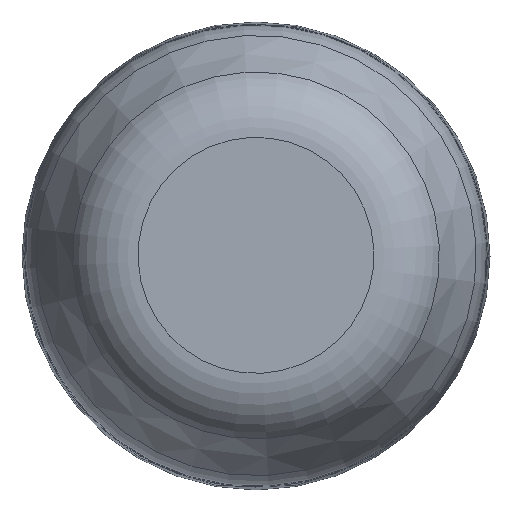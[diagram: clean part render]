
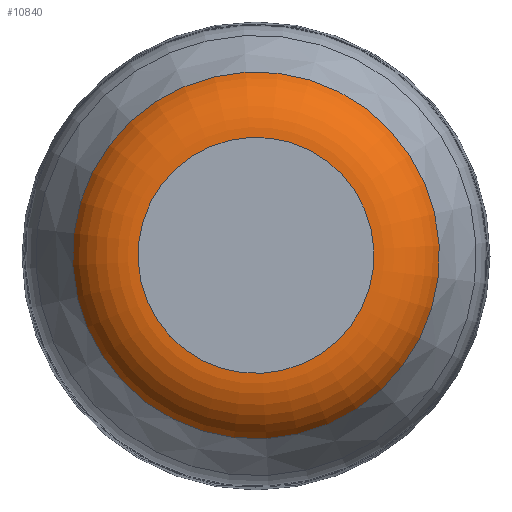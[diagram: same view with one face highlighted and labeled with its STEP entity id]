
A CAD part, top view. The second image highlights one B-rep face of the part: STEP entity #10840.
In plain terms, the highlighted toroidal (fillet/blend) face has major radius 16.332 mm and minor radius 10 mm.
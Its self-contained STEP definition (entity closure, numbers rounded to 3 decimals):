
#10840=ADVANCED_FACE('',(#12651,#12652),#12596,.T.);
#12596=TOROIDAL_SURFACE('',#33799,16.332,10.);
#12651=FACE_BOUND('',#12824,.T.);
#12652=FACE_BOUND('',#12825,.T.);
#12824=EDGE_LOOP('',(#14686));
#12825=EDGE_LOOP('',(#14687));
#14686=ORIENTED_EDGE('',*,*,#27942,.T.);
#14687=ORIENTED_EDGE('',*,*,#27943,.F.);
#24662=VERTEX_POINT('',#45001);
#24663=VERTEX_POINT('',#45003);
#27942=EDGE_CURVE('',#24662,#24662,#32930,.T.);
#27943=EDGE_CURVE('',#24663,#24663,#32931,.T.);
#32930=CIRCLE('',#33797,25.383);
#32931=CIRCLE('',#33798,16.332);
#33797=AXIS2_PLACEMENT_3D('',#45000,#36469,#36470);
#33798=AXIS2_PLACEMENT_3D('',#45002,#36471,#36472);
#33799=AXIS2_PLACEMENT_3D('',#45004,#36473,#36474);
#36469=DIRECTION('',(0.,0.,1.));
#36470=DIRECTION('',(-0.974,-0.227,0.));
#36471=DIRECTION('',(0.,0.,1.));
#36472=DIRECTION('',(0.227,-0.974,0.));
#36473=DIRECTION('',(0.,0.,1.));
#36474=DIRECTION('',(0.227,-0.974,0.));
#45000=CARTESIAN_POINT('',(0.,0.,
26.751));
#45001=CARTESIAN_POINT('',(-24.722,-5.758,26.751));
#45002=CARTESIAN_POINT('',(0.,0.,
32.501));
#45003=CARTESIAN_POINT('',(-15.906,-3.705,32.501));
#45004=CARTESIAN_POINT('',(0.,0.,
22.501));
